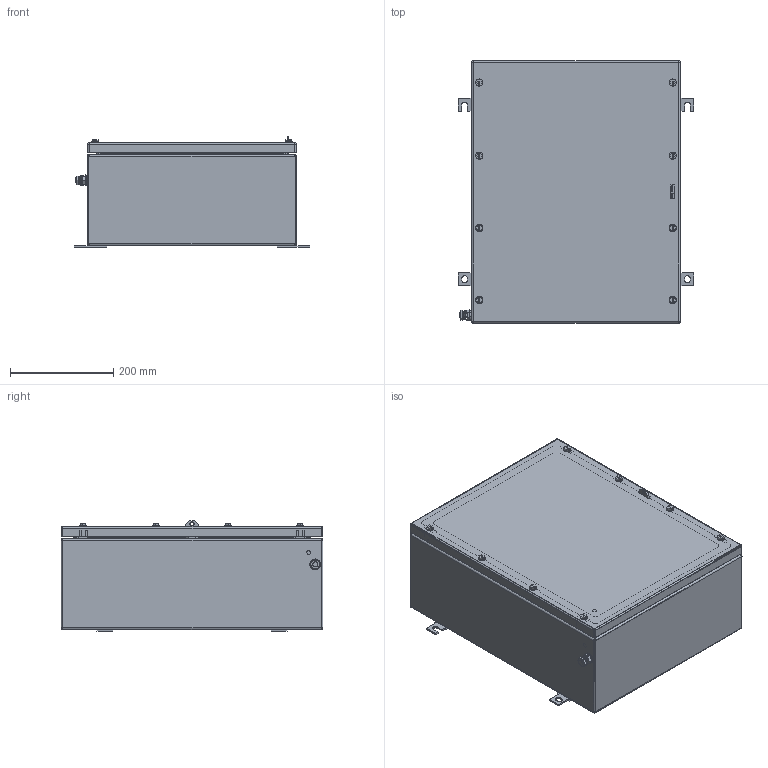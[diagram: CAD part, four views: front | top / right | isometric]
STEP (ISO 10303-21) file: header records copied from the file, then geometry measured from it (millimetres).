
FILE_DESCRIPTION(('CATIA V5 STEP Exchange','CAx-IF Rec.Pracs.--- Model Styling and Organization---1.4--- 2014-01-23'),'2;1');
FILE_NAME ('1523459-3_1_8000108849_8000108849_KTB_MH_504020_S4E0_LD.stp','2023-10-04T08:19:40+00:00',('none'),('Weidmueller'),'CATIA Version 5-6 Release 2016 SP3 HF44','CATIA V5 STEP AP214','none');
FILE_SCHEMA(('AUTOMOTIVE_DESIGN { 1 0 10303 214 1 1 1 1 }'));
Products named in the file (1): 8000108849 KTB MH 504020 S4E0
Bounding box: 457 x 508 x 215 mm (x, y, z)
Volume: 1404496.5 mm3; surface area: 1798300.4 mm2
Topology: 22 solids, 23 shells, 1490 faces, 4002 edges, 2560 vertices
Faces by surface type: plane 690, cylinder 510, cone 134, bspline 128, torus 20, sphere 8
Entity records: 53803 total; most frequent: CARTESIAN_POINT 18936, ORIENTED_EDGE 7928, DIRECTION 5769, EDGE_CURVE 3964, VERTEX_POINT 2560, VECTOR 2257, LINE 2257, AXIS2_PLACEMENT_3D 2169
